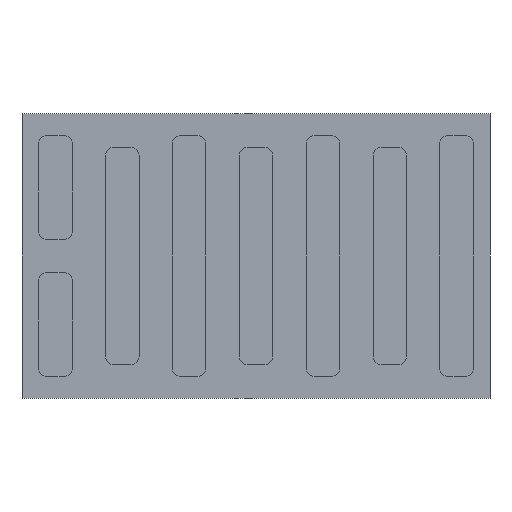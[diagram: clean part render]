
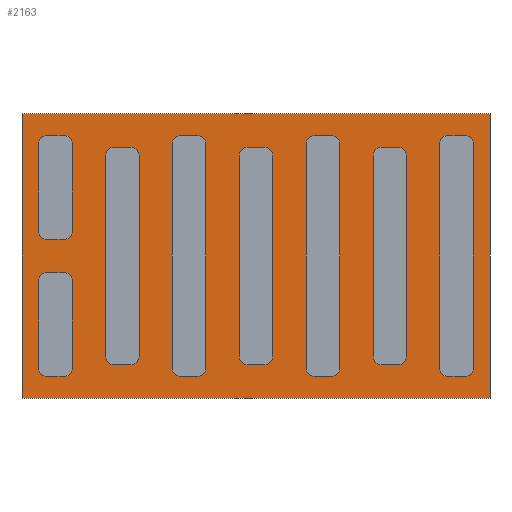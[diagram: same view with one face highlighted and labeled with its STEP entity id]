
A CAD part, front view. The second image highlights one B-rep face of the part: STEP entity #2163.
In plain terms, the highlighted planar face has unit normal (0, -1, 0).
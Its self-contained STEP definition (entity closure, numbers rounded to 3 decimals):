
#306=FACE_OUTER_BOUND('',#430,.T.);
#430=EDGE_LOOP('',(#1877,#1878,#1879,#1880));
#606=LINE('',#3730,#792);
#610=LINE('',#3738,#796);
#613=LINE('',#3744,#799);
#616=LINE('',#3749,#802);
#792=VECTOR('',#2846,1000.);
#796=VECTOR('',#2852,1000.);
#799=VECTOR('',#2857,1000.);
#802=VECTOR('',#2862,1000.);
#992=VERTEX_POINT('',#3728);
#993=VERTEX_POINT('',#3729);
#996=VERTEX_POINT('',#3737);
#998=VERTEX_POINT('',#3743);
#1282=EDGE_CURVE('',#992,#993,#606,.T.);
#1286=EDGE_CURVE('',#996,#992,#610,.T.);
#1289=EDGE_CURVE('',#998,#996,#613,.T.);
#1292=EDGE_CURVE('',#993,#998,#616,.T.);
#1877=ORIENTED_EDGE('',*,*,#1282,.T.);
#1878=ORIENTED_EDGE('',*,*,#1292,.T.);
#1879=ORIENTED_EDGE('',*,*,#1289,.T.);
#1880=ORIENTED_EDGE('',*,*,#1286,.T.);
#1946=PLANE('',#2350);
#2163=ADVANCED_FACE('',(#306),#1946,.T.);
#2350=AXIS2_PLACEMENT_3D('',#3752,#2866,#2867);
#2846=DIRECTION('',(0.,0.,1.));
#2852=DIRECTION('',(1.,0.,0.));
#2857=DIRECTION('',(0.,0.,-1.));
#2862=DIRECTION('',(-1.,0.,0.));
#2866=DIRECTION('center_axis',(0.,-1.,0.));
#2867=DIRECTION('ref_axis',(0.,0.,-1.));
#3728=CARTESIAN_POINT('',(1.75,0.,-1.065));
#3729=CARTESIAN_POINT('',(1.75,0.,1.065));
#3730=CARTESIAN_POINT('',(1.75,0.,-1.065));
#3737=CARTESIAN_POINT('',(-1.75,0.,-1.065));
#3738=CARTESIAN_POINT('',(-1.75,0.,-1.065));
#3743=CARTESIAN_POINT('',(-1.75,0.,1.065));
#3744=CARTESIAN_POINT('',(-1.75,0.,1.065));
#3749=CARTESIAN_POINT('',(1.75,0.,1.065));
#3752=CARTESIAN_POINT('Origin',(0.,0.,0.));
